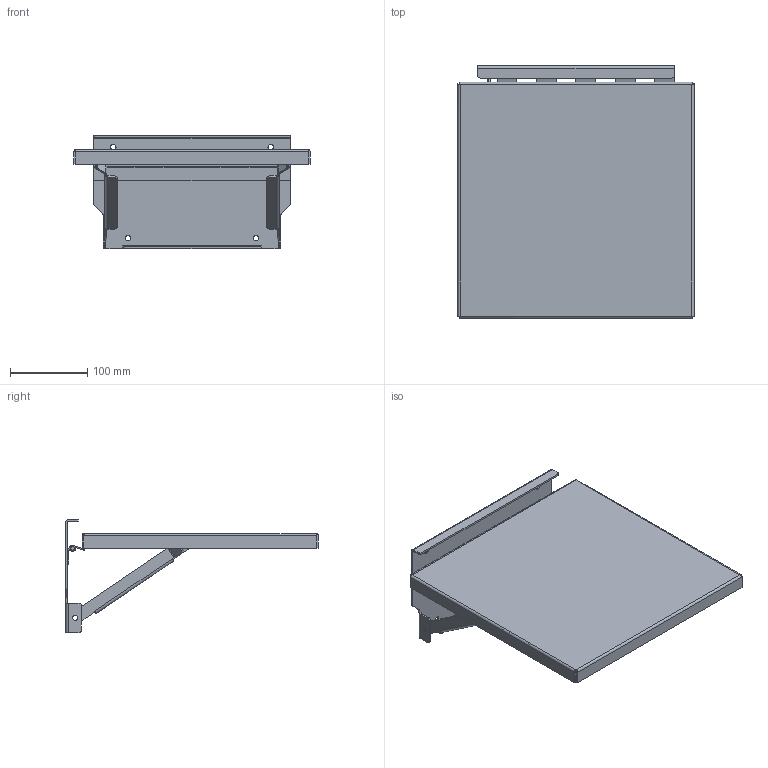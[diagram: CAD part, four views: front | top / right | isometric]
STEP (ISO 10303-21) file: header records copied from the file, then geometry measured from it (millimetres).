
FILE_DESCRIPTION (( 'STEP AP214' ), '1' );
FILE_NAME ('FDS1212GY.STEP', '2019-09-05T15:39:32', ( '' ), ( '' ), 'SwSTEP 2.0', 'SolidWorks 2018', '' );
FILE_SCHEMA (( 'AUTOMOTIVE_DESIGN' ));
Length unit declared in the file: inch
Products named in the file (1): FDS1212GY
Bounding box: 304.8 x 325.91 x 146.05 mm (x, y, z)
Volume: 369192.7 mm3; surface area: 383806.5 mm2
Topology: 15 solids, 15 shells, 386 faces, 1010 edges, 656 vertices
Faces by surface type: plane 218, cylinder 156, bspline 12
Entity records: 18369 total; most frequent: CARTESIAN_POINT 3446, ORIENTED_EDGE 2020, DIRECTION 2000, EDGE_CURVE 1010, AXIS2_PLACEMENT_3D 679, VERTEX_POINT 656, LINE 642, VECTOR 642
